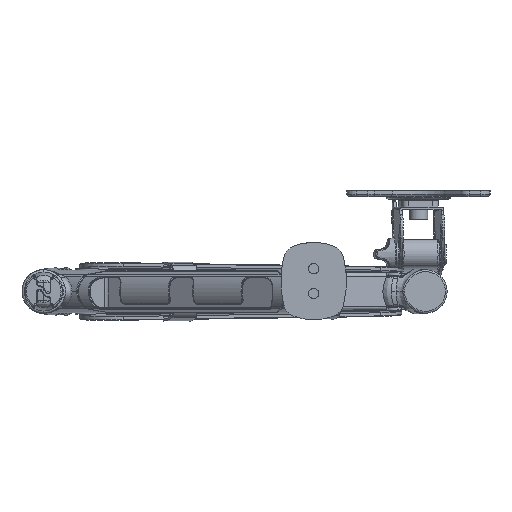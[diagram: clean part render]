
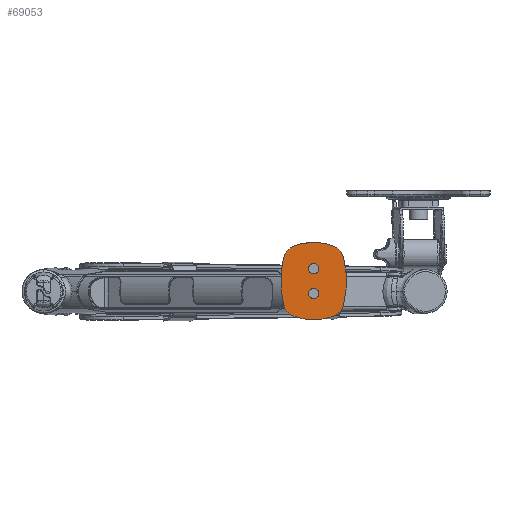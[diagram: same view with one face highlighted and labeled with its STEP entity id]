
A CAD part, front view. The second image highlights one B-rep face of the part: STEP entity #69053.
In plain terms, the highlighted planar face has unit normal (0, -1, 0).
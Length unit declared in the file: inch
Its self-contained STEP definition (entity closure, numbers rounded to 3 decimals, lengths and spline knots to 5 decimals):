
#11 = AXIS2_PLACEMENT_3D ( 'NONE', #19803, #94377, #70223 ) ;
#19 = DIRECTION ( 'NONE',  ( 0., 0., 1. ) ) ;
#500 = CARTESIAN_POINT ( 'NONE',  ( 0., 0., 0.55709 ) ) ;
#628 = DIRECTION ( 'NONE',  ( 0., 1., 0. ) ) ;
#762 = VERTEX_POINT ( 'NONE', #19960 ) ;
#999 = VERTEX_POINT ( 'NONE', #65416 ) ;
#2858 = CIRCLE ( 'NONE', #6557, 0.16339 ) ;
#3120 = VERTEX_POINT ( 'NONE', #36302 ) ;
#3478 = EDGE_CURVE ( 'NONE', #12511, #81717, #75565, .T. ) ;
#3664 = VERTEX_POINT ( 'NONE', #64817 ) ;
#4579 = ORIENTED_EDGE ( 'NONE', *, *, #61219, .F. ) ;
#4687 = DIRECTION ( 'NONE',  ( 0., 1., 0. ) ) ;
#5331 = DIRECTION ( 'NONE',  ( 0., -1., 0. ) ) ;
#5796 = DIRECTION ( 'NONE',  ( 0., 0., 1. ) ) ;
#5872 = DIRECTION ( 'NONE',  ( 0., 0., 1. ) ) ;
#6557 = AXIS2_PLACEMENT_3D ( 'NONE', #64543, #5331, #35550 ) ;
#7795 = ORIENTED_EDGE ( 'NONE', *, *, #69860, .F. ) ;
#8284 = DIRECTION ( 'NONE',  ( 0., 0., 1. ) ) ;
#9228 = DIRECTION ( 'NONE',  ( 0., 1., 0. ) ) ;
#9829 = DIRECTION ( 'NONE',  ( 0., 0., 1. ) ) ;
#11540 = CARTESIAN_POINT ( 'NONE',  ( 0., 0., -1.23136 ) ) ;
#12114 = AXIS2_PLACEMENT_3D ( 'NONE', #28920, #36089, #5872 ) ;
#12511 = VERTEX_POINT ( 'NONE', #91014 ) ;
#15035 = EDGE_CURVE ( 'NONE', #3664, #94258, #54094, .T. ) ;
#15466 = CIRCLE ( 'NONE', #55752, 0.51181 ) ;
#15881 = AXIS2_PLACEMENT_3D ( 'NONE', #20411, #628, #5796 ) ;
#16999 = AXIS2_PLACEMENT_3D ( 'NONE', #59562, #22104, #74205 ) ;
#17346 = ORIENTED_EDGE ( 'NONE', *, *, #35999, .F. ) ;
#17935 = AXIS2_PLACEMENT_3D ( 'NONE', #29014, #72994, #51438 ) ;
#19803 = CARTESIAN_POINT ( 'NONE',  ( -0.45524, 0., 0.62487 ) ) ;
#19916 = AXIS2_PLACEMENT_3D ( 'NONE', #85003, #39421, #91572 ) ;
#19960 = CARTESIAN_POINT ( 'NONE',  ( -0.65932, 0., -1.09423 ) ) ;
#20411 = CARTESIAN_POINT ( 'NONE',  ( 0., 0., -0.42218 ) ) ;
#22104 = DIRECTION ( 'NONE',  ( 0., 1., 0. ) ) ;
#22886 = CARTESIAN_POINT ( 'NONE',  ( -0.95204, 0., 0.74794 ) ) ;
#23048 = DIRECTION ( 'NONE',  ( 0., 1., 0. ) ) ;
#23809 = FACE_BOUND ( 'NONE', #27331, .T. ) ;
#27092 = DIRECTION ( 'NONE',  ( 0., 0., 1. ) ) ;
#27331 = EDGE_LOOP ( 'NONE', ( #7795, #17346 ) ) ;
#28920 = CARTESIAN_POINT ( 'NONE',  ( 0.80584, 0., -0.31243 ) ) ;
#28934 = EDGE_CURVE ( 'NONE', #80108, #999, #42874, .T. ) ;
#29014 = CARTESIAN_POINT ( 'NONE',  ( 0., 0., 0.42218 ) ) ;
#29667 = AXIS2_PLACEMENT_3D ( 'NONE', #61879, #55040, #9829 ) ;
#30257 = DIRECTION ( 'NONE',  ( 0., 0., 1. ) ) ;
#31039 = CARTESIAN_POINT ( 'NONE',  ( 0., 0., -0.3937 ) ) ;
#34236 = CIRCLE ( 'NONE', #16999, 0.51181 ) ;
#34296 = FACE_BOUND ( 'NONE', #64283, .T. ) ;
#34871 = VERTEX_POINT ( 'NONE', #87582 ) ;
#35550 = DIRECTION ( 'NONE',  ( 0., 0., -1. ) ) ;
#35717 = VERTEX_POINT ( 'NONE', #95038 ) ;
#35774 = PLANE ( 'NONE',  #12114 ) ;
#35999 = EDGE_CURVE ( 'NONE', #46373, #3120, #36704, .T. ) ;
#36089 = DIRECTION ( 'NONE',  ( 0., 1., 0. ) ) ;
#36302 = CARTESIAN_POINT ( 'NONE',  ( 0., 0., 0.23031 ) ) ;
#36704 = CIRCLE ( 'NONE', #57878, 0.16339 ) ;
#37669 = AXIS2_PLACEMENT_3D ( 'NONE', #86708, #4687, #27092 ) ;
#37826 = EDGE_LOOP ( 'NONE', ( #88778, #56198, #92023, #47865, #95966, #47908, #4579, #69024, #62976 ) ) ;
#39421 = DIRECTION ( 'NONE',  ( 0., 1., 0. ) ) ;
#40897 = DIRECTION ( 'NONE',  ( 0., 0., -1. ) ) ;
#42874 = CIRCLE ( 'NONE', #11, 0.51181 ) ;
#44550 = DIRECTION ( 'NONE',  ( 0., 1., 0. ) ) ;
#45278 = CARTESIAN_POINT ( 'NONE',  ( 0., 0., 0.42218 ) ) ;
#46283 = ORIENTED_EDGE ( 'NONE', *, *, #73727, .T. ) ;
#46373 = VERTEX_POINT ( 'NONE', #500 ) ;
#47865 = ORIENTED_EDGE ( 'NONE', *, *, #49610, .F. ) ;
#47908 = ORIENTED_EDGE ( 'NONE', *, *, #53543, .F. ) ;
#48739 = CIRCLE ( 'NONE', #37669, 3.11024 ) ;
#49519 = CARTESIAN_POINT ( 'NONE',  ( 0., 0., -0.55709 ) ) ;
#49610 = EDGE_CURVE ( 'NONE', #80536, #12511, #34236, .T. ) ;
#50009 = CIRCLE ( 'NONE', #15881, 1.65354 ) ;
#50744 = EDGE_CURVE ( 'NONE', #34871, #80108, #48739, .T. ) ;
#51438 = DIRECTION ( 'NONE',  ( 0., 0., 1. ) ) ;
#51710 = FACE_OUTER_BOUND ( 'NONE', #37826, .T. ) ;
#53543 = EDGE_CURVE ( 'NONE', #35717, #66429, #83399, .T. ) ;
#54094 = CIRCLE ( 'NONE', #66941, 0.16339 ) ;
#55040 = DIRECTION ( 'NONE',  ( 0., 1., 0. ) ) ;
#55752 = AXIS2_PLACEMENT_3D ( 'NONE', #59861, #23048, #59518 ) ;
#56198 = ORIENTED_EDGE ( 'NONE', *, *, #80941, .F. ) ;
#56596 = CIRCLE ( 'NONE', #19916, 3.11024 ) ;
#57571 = CARTESIAN_POINT ( 'NONE',  ( 0.95204, 0., 0.74794 ) ) ;
#57878 = AXIS2_PLACEMENT_3D ( 'NONE', #62063, #77363, #40897 ) ;
#58850 = AXIS2_PLACEMENT_3D ( 'NONE', #45278, #73906, #30257 ) ;
#59518 = DIRECTION ( 'NONE',  ( 0., 0., 1. ) ) ;
#59562 = CARTESIAN_POINT ( 'NONE',  ( 0.45524, 0., -0.62487 ) ) ;
#59861 = CARTESIAN_POINT ( 'NONE',  ( -0.45524, 0., -0.62487 ) ) ;
#61219 = EDGE_CURVE ( 'NONE', #999, #35717, #50009, .T. ) ;
#61879 = CARTESIAN_POINT ( 'NONE',  ( 0.45524, 0., 0.62487 ) ) ;
#62063 = CARTESIAN_POINT ( 'NONE',  ( 0., 0., 0.3937 ) ) ;
#62178 = ORIENTED_EDGE ( 'NONE', *, *, #15035, .T. ) ;
#62976 = ORIENTED_EDGE ( 'NONE', *, *, #50744, .F. ) ;
#64283 = EDGE_LOOP ( 'NONE', ( #46283, #62178 ) ) ;
#64296 = CIRCLE ( 'NONE', #58850, 1.65354 ) ;
#64543 = CARTESIAN_POINT ( 'NONE',  ( 0., 0., 0.3937 ) ) ;
#64817 = CARTESIAN_POINT ( 'NONE',  ( 0., 0., -0.23031 ) ) ;
#65265 = AXIS2_PLACEMENT_3D ( 'NONE', #31039, #9228, #8284 ) ;
#65416 = CARTESIAN_POINT ( 'NONE',  ( -0.65932, 0., 1.09423 ) ) ;
#66429 = VERTEX_POINT ( 'NONE', #57571 ) ;
#66941 = AXIS2_PLACEMENT_3D ( 'NONE', #89196, #44550, #19 ) ;
#69024 = ORIENTED_EDGE ( 'NONE', *, *, #28934, .F. ) ;
#69053 = ADVANCED_FACE ( 'NONE', ( #23809, #51710, #34296 ), #35774, .F. ) ;
#69860 = EDGE_CURVE ( 'NONE', #3120, #46373, #2858, .T. ) ;
#70223 = DIRECTION ( 'NONE',  ( 0., 0., 1. ) ) ;
#71126 = CARTESIAN_POINT ( 'NONE',  ( 0.95204, 0., -0.74794 ) ) ;
#72994 = DIRECTION ( 'NONE',  ( 0., 1., 0. ) ) ;
#73727 = EDGE_CURVE ( 'NONE', #94258, #3664, #95650, .T. ) ;
#73906 = DIRECTION ( 'NONE',  ( 0., 1., 0. ) ) ;
#74205 = DIRECTION ( 'NONE',  ( 0., 0., 1. ) ) ;
#75565 = CIRCLE ( 'NONE', #17935, 1.65354 ) ;
#77363 = DIRECTION ( 'NONE',  ( 0., -1., 0. ) ) ;
#80108 = VERTEX_POINT ( 'NONE', #22886 ) ;
#80536 = VERTEX_POINT ( 'NONE', #71126 ) ;
#80941 = EDGE_CURVE ( 'NONE', #81717, #762, #64296, .T. ) ;
#81717 = VERTEX_POINT ( 'NONE', #11540 ) ;
#83399 = CIRCLE ( 'NONE', #29667, 0.51181 ) ;
#85003 = CARTESIAN_POINT ( 'NONE',  ( -2.06693, 0., 0. ) ) ;
#86252 = EDGE_CURVE ( 'NONE', #66429, #80536, #56596, .T. ) ;
#86708 = CARTESIAN_POINT ( 'NONE',  ( 2.06693, 0., 0. ) ) ;
#87582 = CARTESIAN_POINT ( 'NONE',  ( -0.95204, 0., -0.74794 ) ) ;
#88410 = EDGE_CURVE ( 'NONE', #762, #34871, #15466, .T. ) ;
#88778 = ORIENTED_EDGE ( 'NONE', *, *, #88410, .F. ) ;
#89196 = CARTESIAN_POINT ( 'NONE',  ( 0., 0., -0.3937 ) ) ;
#91014 = CARTESIAN_POINT ( 'NONE',  ( 0.65932, 0., -1.09423 ) ) ;
#91572 = DIRECTION ( 'NONE',  ( 0., 0., 1. ) ) ;
#92023 = ORIENTED_EDGE ( 'NONE', *, *, #3478, .F. ) ;
#94258 = VERTEX_POINT ( 'NONE', #49519 ) ;
#94377 = DIRECTION ( 'NONE',  ( 0., 1., 0. ) ) ;
#95038 = CARTESIAN_POINT ( 'NONE',  ( 0.65932, 0., 1.09423 ) ) ;
#95650 = CIRCLE ( 'NONE', #65265, 0.16339 ) ;
#95966 = ORIENTED_EDGE ( 'NONE', *, *, #86252, .F. ) ;
